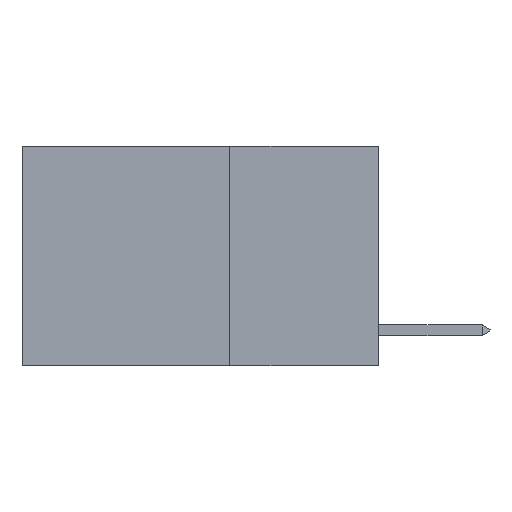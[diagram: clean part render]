
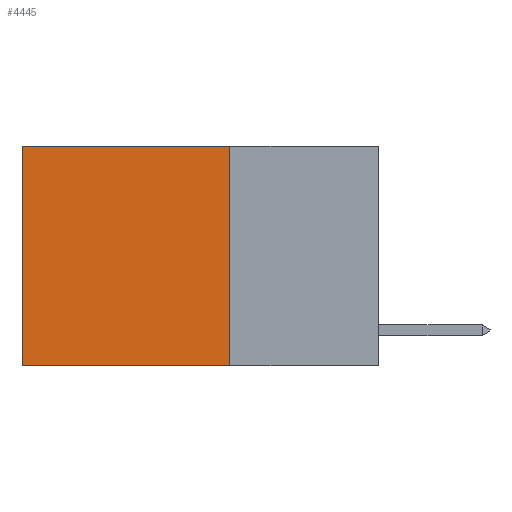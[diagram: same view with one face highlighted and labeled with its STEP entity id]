
A CAD part, left-side view. The second image highlights one B-rep face of the part: STEP entity #4445.
In plain terms, the highlighted planar face has unit normal (-1, 0, 0).
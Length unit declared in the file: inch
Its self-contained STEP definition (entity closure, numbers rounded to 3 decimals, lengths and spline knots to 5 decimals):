
#239 = ORIENTED_EDGE ( 'NONE', *, *, #4054, .T. ) ;
#551 = CARTESIAN_POINT ( 'NONE',  ( 0.2625, 0.25, -0.37 ) ) ;
#706 = CARTESIAN_POINT ( 'NONE',  ( 0.2625, 0.25, 0. ) ) ;
#1196 = CARTESIAN_POINT ( 'NONE',  ( 0.2625, 0.25, 0. ) ) ;
#1321 = FACE_OUTER_BOUND ( 'NONE', #3476, .T. ) ;
#1748 = ORIENTED_EDGE ( 'NONE', *, *, #2688, .F. ) ;
#2216 = PLANE ( 'NONE',  #8320 ) ;
#2224 = VECTOR ( 'NONE', #2377, 39.37008 ) ;
#2237 = CARTESIAN_POINT ( 'NONE',  ( 0.2625, 0.6, -0.37 ) ) ;
#2377 = DIRECTION ( 'NONE',  ( 0., 1., 0. ) ) ;
#2379 = CARTESIAN_POINT ( 'NONE',  ( 0.2625, 0.25, 0. ) ) ;
#2391 = VERTEX_POINT ( 'NONE', #551 ) ;
#2688 = EDGE_CURVE ( 'NONE', #3707, #2391, #3788, .T. ) ;
#2734 = VERTEX_POINT ( 'NONE', #2237 ) ;
#3264 = DIRECTION ( 'NONE',  ( 0., 0., -1. ) ) ;
#3476 = EDGE_LOOP ( 'NONE', ( #9053, #4282, #1748, #239 ) ) ;
#3667 = DIRECTION ( 'NONE',  ( 0., 0., -1. ) ) ;
#3707 = VERTEX_POINT ( 'NONE', #1196 ) ;
#3788 = LINE ( 'NONE', #2379, #4934 ) ;
#3987 = LINE ( 'NONE', #7772, #2224 ) ;
#4054 = EDGE_CURVE ( 'NONE', #3707, #6068, #9797, .T. ) ;
#4282 = ORIENTED_EDGE ( 'NONE', *, *, #4688, .F. ) ;
#4445 = ADVANCED_FACE ( 'NONE', ( #1321 ), #2216, .F. ) ;
#4522 = DIRECTION ( 'NONE',  ( 0., 0., -1. ) ) ;
#4667 = LINE ( 'NONE', #6033, #6666 ) ;
#4688 = EDGE_CURVE ( 'NONE', #2391, #2734, #3987, .T. ) ;
#4934 = VECTOR ( 'NONE', #3264, 39.37008 ) ;
#6003 = CARTESIAN_POINT ( 'NONE',  ( 0.2625, 0.6, 0. ) ) ;
#6033 = CARTESIAN_POINT ( 'NONE',  ( 0.2625, 0.6, 0. ) ) ;
#6068 = VERTEX_POINT ( 'NONE', #6003 ) ;
#6310 = EDGE_CURVE ( 'NONE', #6068, #2734, #4667, .T. ) ;
#6666 = VECTOR ( 'NONE', #4522, 39.37008 ) ;
#7772 = CARTESIAN_POINT ( 'NONE',  ( 0.2625, 0.25, -0.37 ) ) ;
#8243 = DIRECTION ( 'NONE',  ( 0., 1., 0. ) ) ;
#8320 = AXIS2_PLACEMENT_3D ( 'NONE', #8328, #8374, #3667 ) ;
#8328 = CARTESIAN_POINT ( 'NONE',  ( 0.2625, 0.25, 0. ) ) ;
#8374 = DIRECTION ( 'NONE',  ( 1., 0., 0. ) ) ;
#8800 = VECTOR ( 'NONE', #8243, 39.37008 ) ;
#9053 = ORIENTED_EDGE ( 'NONE', *, *, #6310, .T. ) ;
#9797 = LINE ( 'NONE', #706, #8800 ) ;
